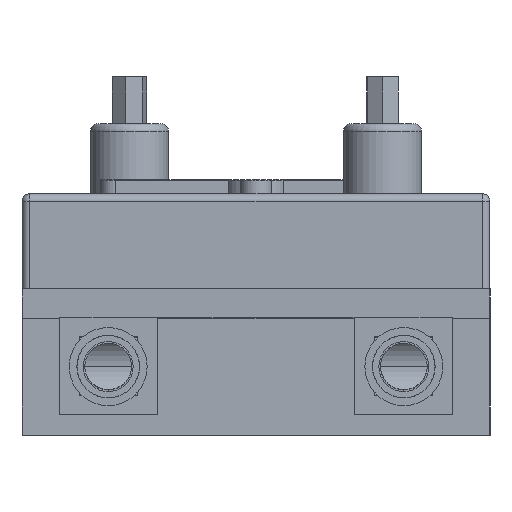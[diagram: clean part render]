
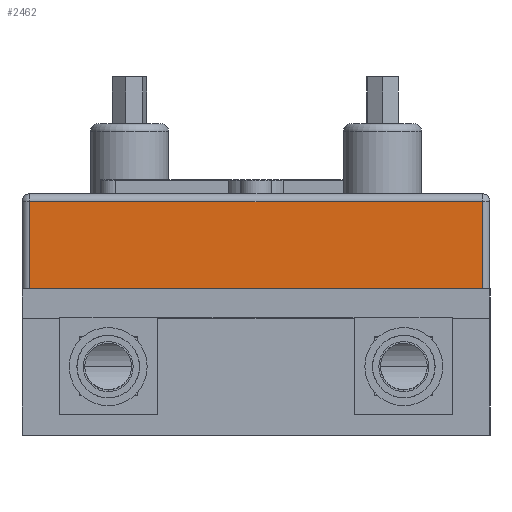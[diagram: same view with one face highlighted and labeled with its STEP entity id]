
A CAD part, left-side view. The second image highlights one B-rep face of the part: STEP entity #2462.
In plain terms, the highlighted planar face has unit normal (-1, 0, 0).
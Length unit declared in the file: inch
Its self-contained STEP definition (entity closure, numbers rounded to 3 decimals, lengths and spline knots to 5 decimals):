
#264 = PLANE ( 'NONE',  #2318 ) ;
#478 = VERTEX_POINT ( 'NONE', #1273 ) ;
#762 = DIRECTION ( 'NONE',  ( 0., 0., -1. ) ) ;
#929 = DIRECTION ( 'NONE',  ( 0., 0., -1. ) ) ;
#1065 = VECTOR ( 'NONE', #2365, 39.37008 ) ;
#1252 = EDGE_LOOP ( 'NONE', ( #1383, #7883, #9520, #4864 ) ) ;
#1273 = CARTESIAN_POINT ( 'NONE',  ( -1.5, 0., 1.45 ) ) ;
#1383 = ORIENTED_EDGE ( 'NONE', *, *, #5524, .T. ) ;
#1694 = VECTOR ( 'NONE', #2876, 39.37008 ) ;
#1778 = VERTEX_POINT ( 'NONE', #7729 ) ;
#2038 = VECTOR ( 'NONE', #8528, 39.37008 ) ;
#2070 = CARTESIAN_POINT ( 'NONE',  ( -1.5, 0.56, 1.5 ) ) ;
#2303 = CARTESIAN_POINT ( 'NONE',  ( -1.5, 0., -1.45 ) ) ;
#2318 = AXIS2_PLACEMENT_3D ( 'NONE', #2429, #5476, #929 ) ;
#2321 = FACE_OUTER_BOUND ( 'NONE', #1252, .T. ) ;
#2365 = DIRECTION ( 'NONE',  ( 0., 1., 0. ) ) ;
#2429 = CARTESIAN_POINT ( 'NONE',  ( -1.5, 0.61, 1.5 ) ) ;
#2440 = CARTESIAN_POINT ( 'NONE',  ( -1.5, 0.61, -1.45 ) ) ;
#2462 = ADVANCED_FACE ( 'NONE', ( #2321 ), #264, .F. ) ;
#2876 = DIRECTION ( 'NONE',  ( 0., 0., 1. ) ) ;
#2974 = CARTESIAN_POINT ( 'NONE',  ( -1.5, 0., 1.5 ) ) ;
#3692 = LINE ( 'NONE', #2440, #2038 ) ;
#4168 = VECTOR ( 'NONE', #762, 39.37008 ) ;
#4388 = EDGE_CURVE ( 'NONE', #9513, #478, #6891, .T. ) ;
#4864 = ORIENTED_EDGE ( 'NONE', *, *, #5634, .T. ) ;
#4925 = EDGE_CURVE ( 'NONE', #1778, #9513, #3692, .T. ) ;
#5264 = CARTESIAN_POINT ( 'NONE',  ( -1.5, 0.61, 1.45 ) ) ;
#5476 = DIRECTION ( 'NONE',  ( 1., 0., 0. ) ) ;
#5524 = EDGE_CURVE ( 'NONE', #7576, #1778, #8283, .T. ) ;
#5634 = EDGE_CURVE ( 'NONE', #478, #7576, #8397, .T. ) ;
#6891 = LINE ( 'NONE', #2974, #1694 ) ;
#7336 = CARTESIAN_POINT ( 'NONE',  ( -1.5, 0.56, 1.45 ) ) ;
#7576 = VERTEX_POINT ( 'NONE', #7336 ) ;
#7729 = CARTESIAN_POINT ( 'NONE',  ( -1.5, 0.56, -1.45 ) ) ;
#7883 = ORIENTED_EDGE ( 'NONE', *, *, #4925, .T. ) ;
#8283 = LINE ( 'NONE', #2070, #4168 ) ;
#8397 = LINE ( 'NONE', #5264, #1065 ) ;
#8528 = DIRECTION ( 'NONE',  ( 0., -1., 0. ) ) ;
#9513 = VERTEX_POINT ( 'NONE', #2303 ) ;
#9520 = ORIENTED_EDGE ( 'NONE', *, *, #4388, .T. ) ;
